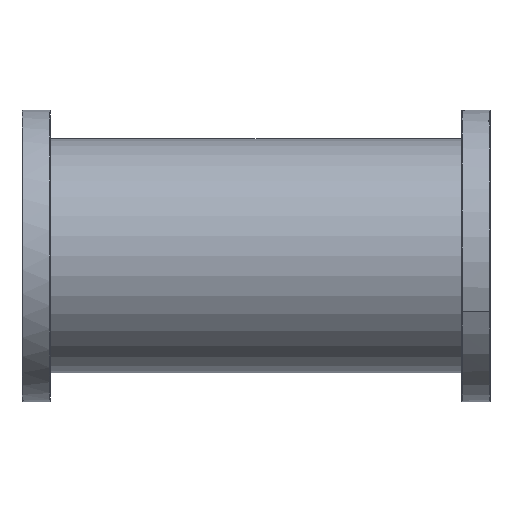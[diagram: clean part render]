
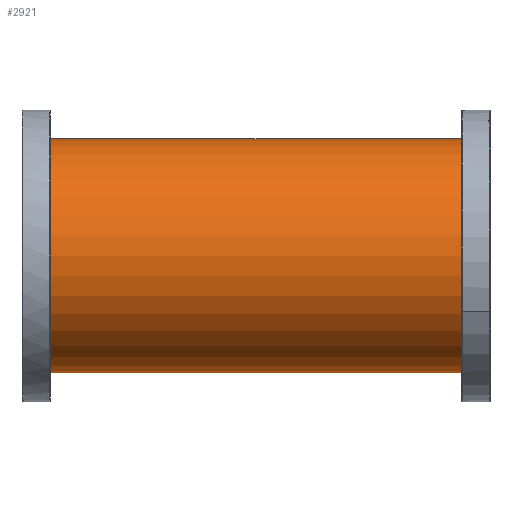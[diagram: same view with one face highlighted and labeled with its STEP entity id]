
A CAD part, front view. The second image highlights one B-rep face of the part: STEP entity #2921.
In plain terms, the highlighted cylindrical face has radius 101.6 mm (diameter 203.2 mm), a partial arc.
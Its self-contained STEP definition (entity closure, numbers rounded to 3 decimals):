
#352 = LINE ( 'NONE', #3346, #2249 ) ;
#638 = LINE ( 'NONE', #9910, #5426 ) ;
#983 = CYLINDRICAL_SURFACE ( 'NONE', #8448, 101.6 ) ;
#995 = DIRECTION ( 'NONE',  ( -1., 0., 0. ) ) ;
#1445 = ORIENTED_EDGE ( 'NONE', *, *, #11953, .T. ) ;
#1588 = EDGE_LOOP ( 'NONE', ( #10752, #1708, #11447, #1445 ) ) ;
#1696 = AXIS2_PLACEMENT_3D ( 'NONE', #3620, #10276, #4597 ) ;
#1708 = ORIENTED_EDGE ( 'NONE', *, *, #11897, .F. ) ;
#1746 = VERTEX_POINT ( 'NONE', #10190 ) ;
#1770 = AXIS2_PLACEMENT_3D ( 'NONE', #10968, #5293, #11922 ) ;
#1821 = CARTESIAN_POINT ( 'NONE',  ( 190.5, 0., -101.6 ) ) ;
#2249 = VECTOR ( 'NONE', #4339, 1000. ) ;
#2556 = CIRCLE ( 'NONE', #1770, 101.6 ) ;
#2921 = ADVANCED_FACE ( 'NONE', ( #8894 ), #983, .T. ) ;
#3346 = CARTESIAN_POINT ( 'NONE',  ( 190.5, 0., 101.6 ) ) ;
#3449 = DIRECTION ( 'NONE',  ( 0., 0., 1. ) ) ;
#3577 = CARTESIAN_POINT ( 'NONE',  ( 190.5, 0., 0. ) ) ;
#3620 = CARTESIAN_POINT ( 'NONE',  ( -190.5, 0., 0. ) ) ;
#4339 = DIRECTION ( 'NONE',  ( -1., 0., 0. ) ) ;
#4597 = DIRECTION ( 'NONE',  ( 0., 0., -1. ) ) ;
#5131 = DIRECTION ( 'NONE',  ( -1., 0., 0. ) ) ;
#5293 = DIRECTION ( 'NONE',  ( 1., 0., 0. ) ) ;
#5426 = VECTOR ( 'NONE', #5131, 1000. ) ;
#5592 = CARTESIAN_POINT ( 'NONE',  ( -190.5, 0., -101.6 ) ) ;
#6022 = VERTEX_POINT ( 'NONE', #5592 ) ;
#8448 = AXIS2_PLACEMENT_3D ( 'NONE', #3577, #995, #3449 ) ;
#8894 = FACE_OUTER_BOUND ( 'NONE', #1588, .T. ) ;
#9366 = VERTEX_POINT ( 'NONE', #11528 ) ;
#9910 = CARTESIAN_POINT ( 'NONE',  ( 190.5, 0., -101.6 ) ) ;
#10190 = CARTESIAN_POINT ( 'NONE',  ( -190.5, 0., 101.6 ) ) ;
#10276 = DIRECTION ( 'NONE',  ( 1., 0., 0. ) ) ;
#10752 = ORIENTED_EDGE ( 'NONE', *, *, #11852, .F. ) ;
#10968 = CARTESIAN_POINT ( 'NONE',  ( 190.5, 0., 0. ) ) ;
#11447 = ORIENTED_EDGE ( 'NONE', *, *, #11919, .T. ) ;
#11528 = CARTESIAN_POINT ( 'NONE',  ( 190.5, 0., 101.6 ) ) ;
#11781 = CIRCLE ( 'NONE', #1696, 101.6 ) ;
#11852 = EDGE_CURVE ( 'NONE', #12045, #6022, #638, .T. ) ;
#11897 = EDGE_CURVE ( 'NONE', #9366, #12045, #2556, .T. ) ;
#11919 = EDGE_CURVE ( 'NONE', #9366, #1746, #352, .T. ) ;
#11922 = DIRECTION ( 'NONE',  ( 0., 0., -1. ) ) ;
#11953 = EDGE_CURVE ( 'NONE', #1746, #6022, #11781, .T. ) ;
#12045 = VERTEX_POINT ( 'NONE', #1821 ) ;
